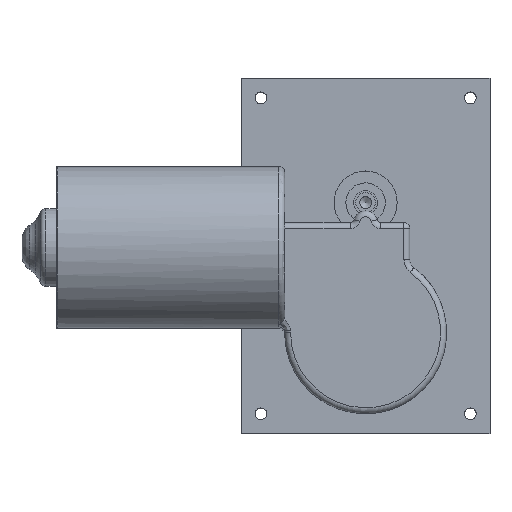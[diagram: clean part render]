
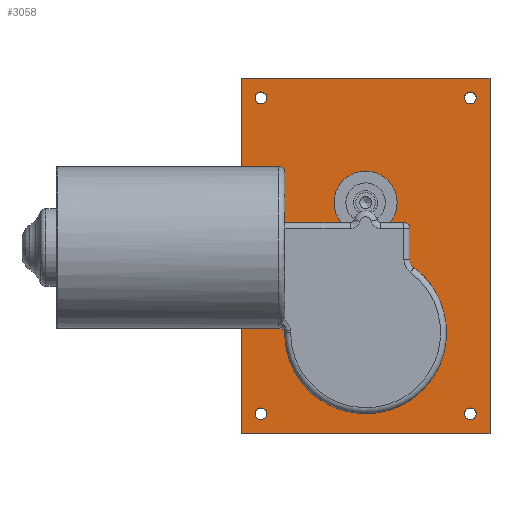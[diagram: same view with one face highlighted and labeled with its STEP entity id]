
A CAD part, top view. The second image highlights one B-rep face of the part: STEP entity #3058.
In plain terms, the highlighted planar face has unit normal (0, 0, 1).
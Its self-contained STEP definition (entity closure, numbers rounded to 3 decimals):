
#2291=FACE_BOUND('',#4289,.T.);
#2292=FACE_BOUND('',#4290,.T.);
#2293=FACE_BOUND('',#4291,.T.);
#2294=FACE_BOUND('',#4292,.T.);
#2295=FACE_BOUND('',#4293,.T.);
#2296=FACE_BOUND('',#4294,.T.);
#2297=FACE_BOUND('',#4295,.T.);
#2298=FACE_BOUND('',#4296,.T.);
#2299=FACE_BOUND('',#4297,.T.);
#2300=FACE_BOUND('',#4298,.T.);
#2447=CIRCLE('',#11651,3.);
#2448=CIRCLE('',#11652,3.);
#2449=CIRCLE('',#11653,3.);
#2450=CIRCLE('',#11654,3.);
#2451=CIRCLE('',#11655,3.);
#2452=CIRCLE('',#11656,3.);
#2453=CIRCLE('',#11657,3.);
#2454=CIRCLE('',#11658,16.);
#2455=CIRCLE('',#11659,15.);
#3058=ADVANCED_FACE('',(#2291,#2292,#2293,#2294,#2295,#2296,#2297,#2298,
#2299,#2300),#3634,.T.);
#3634=PLANE('',#11660);
#4289=EDGE_LOOP('',(#5004));
#4290=EDGE_LOOP('',(#5005));
#4291=EDGE_LOOP('',(#5006));
#4292=EDGE_LOOP('',(#5007));
#4293=EDGE_LOOP('',(#5008));
#4294=EDGE_LOOP('',(#5009));
#4295=EDGE_LOOP('',(#5010));
#4296=EDGE_LOOP('',(#5011));
#4297=EDGE_LOOP('',(#5012));
#4298=EDGE_LOOP('',(#5013,#5014,#5015,#5016));
#5004=ORIENTED_EDGE('',*,*,#9047,.F.);
#5005=ORIENTED_EDGE('',*,*,#9048,.F.);
#5006=ORIENTED_EDGE('',*,*,#9049,.F.);
#5007=ORIENTED_EDGE('',*,*,#9050,.F.);
#5008=ORIENTED_EDGE('',*,*,#9051,.T.);
#5009=ORIENTED_EDGE('',*,*,#9052,.T.);
#5010=ORIENTED_EDGE('',*,*,#9053,.F.);
#5011=ORIENTED_EDGE('',*,*,#9054,.F.);
#5012=ORIENTED_EDGE('',*,*,#9055,.F.);
#5013=ORIENTED_EDGE('',*,*,#9037,.T.);
#5014=ORIENTED_EDGE('',*,*,#9041,.T.);
#5015=ORIENTED_EDGE('',*,*,#9044,.T.);
#5016=ORIENTED_EDGE('',*,*,#9046,.T.);
#8008=VERTEX_POINT('',#16748);
#8009=VERTEX_POINT('',#16750);
#8011=VERTEX_POINT('',#16756);
#8013=VERTEX_POINT('',#16762);
#8014=VERTEX_POINT('',#16769);
#8015=VERTEX_POINT('',#16771);
#8016=VERTEX_POINT('',#16773);
#8017=VERTEX_POINT('',#16775);
#8018=VERTEX_POINT('',#16777);
#8019=VERTEX_POINT('',#16779);
#8020=VERTEX_POINT('',#16781);
#8021=VERTEX_POINT('',#16783);
#8022=VERTEX_POINT('',#16785);
#9037=EDGE_CURVE('',#8009,#8008,#10544,.T.);
#9041=EDGE_CURVE('',#8008,#8011,#10548,.T.);
#9044=EDGE_CURVE('',#8011,#8013,#10551,.T.);
#9046=EDGE_CURVE('',#8013,#8009,#10553,.T.);
#9047=EDGE_CURVE('',#8014,#8014,#2447,.T.);
#9048=EDGE_CURVE('',#8015,#8015,#2448,.T.);
#9049=EDGE_CURVE('',#8016,#8016,#2449,.T.);
#9050=EDGE_CURVE('',#8017,#8017,#2450,.T.);
#9051=EDGE_CURVE('',#8018,#8018,#2451,.T.);
#9052=EDGE_CURVE('',#8019,#8019,#2452,.T.);
#9053=EDGE_CURVE('',#8020,#8020,#2453,.T.);
#9054=EDGE_CURVE('',#8021,#8021,#2454,.T.);
#9055=EDGE_CURVE('',#8022,#8022,#2455,.T.);
#10544=LINE('',#16749,#11017);
#10548=LINE('',#16757,#11021);
#10551=LINE('',#16763,#11024);
#10553=LINE('',#16766,#11026);
#11017=VECTOR('',#13184,1.);
#11021=VECTOR('',#13190,1.);
#11024=VECTOR('',#13195,1.);
#11026=VECTOR('',#13199,1.);
#11651=AXIS2_PLACEMENT_3D('',#16768,#13202,#13203);
#11652=AXIS2_PLACEMENT_3D('',#16770,#13204,#13205);
#11653=AXIS2_PLACEMENT_3D('',#16772,#13206,#13207);
#11654=AXIS2_PLACEMENT_3D('',#16774,#13208,#13209);
#11655=AXIS2_PLACEMENT_3D('',#16776,#13210,#13211);
#11656=AXIS2_PLACEMENT_3D('',#16778,#13212,#13213);
#11657=AXIS2_PLACEMENT_3D('',#16780,#13214,#13215);
#11658=AXIS2_PLACEMENT_3D('',#16782,#13216,#13217);
#11659=AXIS2_PLACEMENT_3D('',#16784,#13218,#13219);
#11660=AXIS2_PLACEMENT_3D('',#16786,#13220,#13221);
#13184=DIRECTION('',(0.,-1.,0.));
#13190=DIRECTION('',(1.,0.,0.));
#13195=DIRECTION('',(0.,1.,0.));
#13199=DIRECTION('',(-1.,0.,0.));
#13202=DIRECTION('',(0.,0.,1.));
#13203=DIRECTION('',(-0.5,-0.866,0.));
#13204=DIRECTION('',(0.,0.,1.));
#13205=DIRECTION('',(1.,0.,0.));
#13206=DIRECTION('',(0.,0.,1.));
#13207=DIRECTION('',(-0.5,0.866,0.));
#13208=DIRECTION('',(0.,0.,1.));
#13209=DIRECTION('',(-1.,0.,0.));
#13210=DIRECTION('',(0.,0.,-1.));
#13211=DIRECTION('',(-1.,0.,0.));
#13212=DIRECTION('',(0.,0.,-1.));
#13213=DIRECTION('',(1.,0.,0.));
#13214=DIRECTION('',(0.,0.,1.));
#13215=DIRECTION('',(1.,0.,0.));
#13216=DIRECTION('',(0.,0.,1.));
#13217=DIRECTION('',(1.,0.,0.));
#13218=DIRECTION('',(0.,0.,1.));
#13219=DIRECTION('',(1.,0.,0.));
#13220=DIRECTION('',(0.,0.,1.));
#13221=DIRECTION('',(1.,0.,0.));
#16748=CARTESIAN_POINT('',(0.,0.,10.));
#16749=CARTESIAN_POINT('',(0.,180.,10.));
#16750=CARTESIAN_POINT('',(0.,180.,10.));
#16756=CARTESIAN_POINT('',(126.,0.,10.));
#16757=CARTESIAN_POINT('',(0.,0.,10.));
#16762=CARTESIAN_POINT('',(126.,180.,10.));
#16763=CARTESIAN_POINT('',(126.,0.,10.));
#16766=CARTESIAN_POINT('',(126.,180.,10.));
#16768=CARTESIAN_POINT('',(32.689,68.5,10.));
#16769=CARTESIAN_POINT('',(31.189,65.902,10.));
#16770=CARTESIAN_POINT('',(63.,16.,10.));
#16771=CARTESIAN_POINT('',(66.,16.,10.));
#16772=CARTESIAN_POINT('',(93.311,68.5,10.));
#16773=CARTESIAN_POINT('',(91.811,71.098,10.));
#16774=CARTESIAN_POINT('',(116.,10.,10.));
#16775=CARTESIAN_POINT('',(113.,10.,10.));
#16776=CARTESIAN_POINT('',(116.,170.,10.));
#16777=CARTESIAN_POINT('',(113.,170.,10.));
#16778=CARTESIAN_POINT('',(10.,10.,10.));
#16779=CARTESIAN_POINT('',(13.,10.,10.));
#16780=CARTESIAN_POINT('',(10.,170.,10.));
#16781=CARTESIAN_POINT('',(13.,170.,10.));
#16782=CARTESIAN_POINT('',(63.,117.,10.));
#16783=CARTESIAN_POINT('',(79.,117.,10.));
#16784=CARTESIAN_POINT('',(63.,51.,10.));
#16785=CARTESIAN_POINT('',(78.,51.,10.));
#16786=CARTESIAN_POINT('',(0.,0.,10.));
